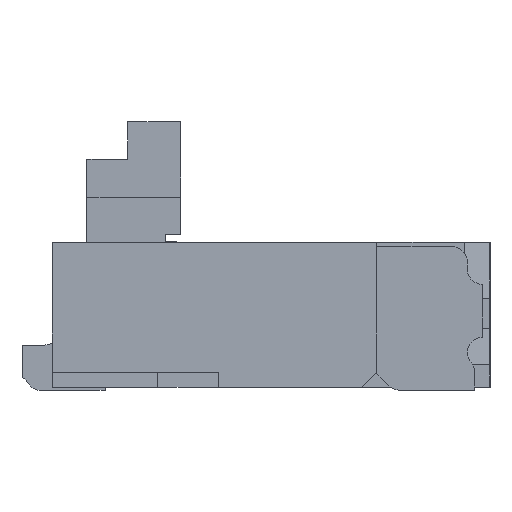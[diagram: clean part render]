
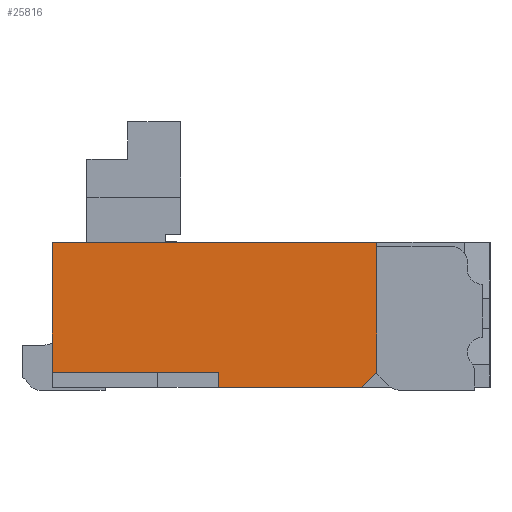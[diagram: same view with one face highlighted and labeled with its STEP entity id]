
A CAD part, left-side view. The second image highlights one B-rep face of the part: STEP entity #25816.
In plain terms, the highlighted planar face has unit normal (-1, 0, 0).
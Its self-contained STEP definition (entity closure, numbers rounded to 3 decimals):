
#2954=ORIENTED_EDGE('',*,*,#9965,.T.);
#2955=ORIENTED_EDGE('',*,*,#9955,.T.);
#2956=ORIENTED_EDGE('',*,*,#9266,.F.);
#2957=ORIENTED_EDGE('',*,*,#10060,.T.);
#2958=ORIENTED_EDGE('',*,*,#9925,.F.);
#2959=ORIENTED_EDGE('',*,*,#9932,.T.);
#2960=ORIENTED_EDGE('',*,*,#9875,.T.);
#9266=EDGE_CURVE('',#13013,#13014,#15711,.T.);
#9875=EDGE_CURVE('',#13406,#13405,#16319,.T.);
#9925=EDGE_CURVE('',#13439,#13440,#16368,.T.);
#9932=EDGE_CURVE('',#13439,#13406,#16375,.T.);
#9955=EDGE_CURVE('',#13457,#13014,#16398,.T.);
#9965=EDGE_CURVE('',#13405,#13457,#16408,.T.);
#10060=EDGE_CURVE('',#13013,#13440,#16502,.T.);
#13013=VERTEX_POINT('',#36856);
#13014=VERTEX_POINT('',#36858);
#13405=VERTEX_POINT('',#38010);
#13406=VERTEX_POINT('',#38012);
#13439=VERTEX_POINT('',#38106);
#13440=VERTEX_POINT('',#38108);
#13457=VERTEX_POINT('',#38167);
#15711=LINE('',#36857,#19180);
#16319=LINE('',#38011,#19788);
#16368=LINE('',#38107,#19837);
#16375=LINE('',#38119,#19844);
#16398=LINE('',#38166,#19867);
#16408=LINE('',#38184,#19877);
#16502=LINE('',#38375,#19971);
#19180=VECTOR('',#29480,1000.);
#19788=VECTOR('',#30396,1000.);
#19837=VECTOR('',#30471,1000.);
#19844=VECTOR('',#30486,1000.);
#19867=VECTOR('',#30525,1000.);
#19877=VECTOR('',#30539,1000.);
#19971=VECTOR('',#30709,1000.);
#22181=EDGE_LOOP('',(#2954,#2955,#2956,#2957,#2958,#2959,#2960));
#23476=FACE_BOUND('',#22181,.T.);
#24770=PLANE('',#27122);
#25816=ADVANCED_FACE('',(#23476),#24770,.F.);
#27122=AXIS2_PLACEMENT_3D('',#38374,#30707,#30708);
#29480=DIRECTION('',(0.,-1.,0.));
#30396=DIRECTION('',(0.,-1.,0.));
#30471=DIRECTION('',(0.,1.,0.));
#30486=DIRECTION('',(0.,0.,-1.));
#30525=DIRECTION('',(0.,0.,1.));
#30539=DIRECTION('',(0.,-0.707,0.707));
#30707=DIRECTION('',(1.,0.,0.));
#30708=DIRECTION('',(0.,0.,-1.));
#30709=DIRECTION('',(0.,0.,-1.));
#36856=CARTESIAN_POINT('',(-6.25,1.45,0.48));
#36857=CARTESIAN_POINT('',(-6.25,1.45,0.48));
#36858=CARTESIAN_POINT('',(-6.25,-0.7,0.48));
#38010=CARTESIAN_POINT('',(-6.25,-0.6,-0.48));
#38011=CARTESIAN_POINT('',(-6.25,1.45,-0.48));
#38012=CARTESIAN_POINT('',(-6.25,0.35,-0.48));
#38106=CARTESIAN_POINT('',(-6.25,0.35,-0.38));
#38107=CARTESIAN_POINT('',(-6.25,0.35,-0.38));
#38108=CARTESIAN_POINT('',(-6.25,1.45,-0.38));
#38119=CARTESIAN_POINT('',(-6.25,0.35,-0.38));
#38166=CARTESIAN_POINT('',(-6.25,-0.7,-0.48));
#38167=CARTESIAN_POINT('',(-6.25,-0.7,-0.38));
#38184=CARTESIAN_POINT('',(-6.25,-0.6,-0.48));
#38374=CARTESIAN_POINT('',(-6.25,1.45,0.48));
#38375=CARTESIAN_POINT('',(-6.25,1.45,0.48));
